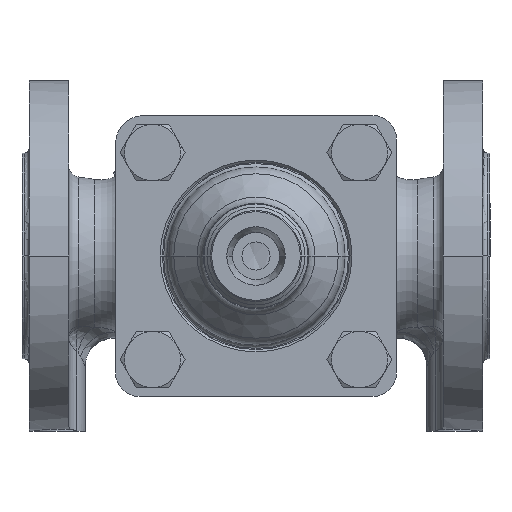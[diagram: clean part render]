
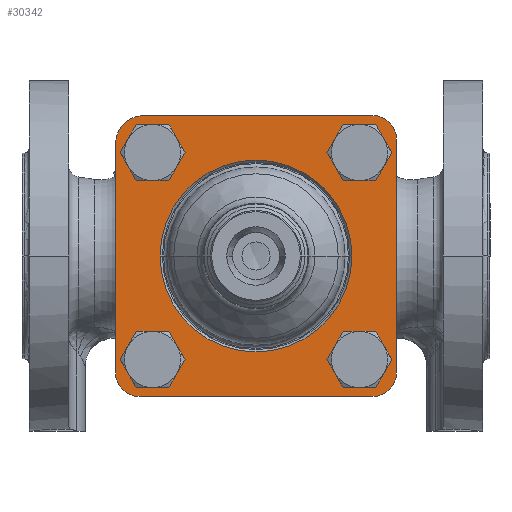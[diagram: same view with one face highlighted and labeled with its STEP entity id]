
A CAD part, front view. The second image highlights one B-rep face of the part: STEP entity #30342.
In plain terms, the highlighted planar face has unit normal (0, -1, 0).
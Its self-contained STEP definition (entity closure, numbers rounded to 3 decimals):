
#29893=CARTESIAN_POINT('',(-48.,0.,48.));
#29894=DIRECTION('',(0.,-1.,0.));
#29895=DIRECTION('',(0.,0.,1.));
#29896=AXIS2_PLACEMENT_3D('',#29893,#29894,#29895);
#29898=DIRECTION('',(1.,0.,0.));
#29899=VECTOR('',#29898,98.);
#29900=CARTESIAN_POINT('',(-48.,0.,60.));
#29901=LINE('',#29900,#29899);
#29902=CARTESIAN_POINT('',(50.,0.,50.));
#29903=DIRECTION('',(0.,-1.,0.));
#29904=DIRECTION('',(1.,0.,0.));
#29905=AXIS2_PLACEMENT_3D('',#29902,#29903,#29904);
#29907=DIRECTION('',(0.,0.,-1.));
#29908=VECTOR('',#29907,100.);
#29909=CARTESIAN_POINT('',(60.,0.,50.));
#29910=LINE('',#29909,#29908);
#29911=CARTESIAN_POINT('',(50.,0.,-50.));
#29912=DIRECTION('',(0.,-1.,0.));
#29913=DIRECTION('',(0.,0.,-1.));
#29914=AXIS2_PLACEMENT_3D('',#29911,#29912,#29913);
#29916=DIRECTION('',(-1.,0.,0.));
#29917=VECTOR('',#29916,100.);
#29918=CARTESIAN_POINT('',(50.,0.,-60.));
#29919=LINE('',#29918,#29917);
#29920=CARTESIAN_POINT('',(-50.,0.,-50.));
#29921=DIRECTION('',(0.,-1.,0.));
#29922=DIRECTION('',(-1.,0.,0.));
#29923=AXIS2_PLACEMENT_3D('',#29920,#29921,#29922);
#29925=DIRECTION('',(0.,0.,1.));
#29926=VECTOR('',#29925,98.);
#29927=CARTESIAN_POINT('',(-60.,0.,-50.));
#29928=LINE('',#29927,#29926);
#29929=CARTESIAN_POINT('',(0.,0.,0.));
#29930=DIRECTION('',(0.,1.,0.));
#29931=DIRECTION('',(1.,0.,0.));
#29932=AXIS2_PLACEMENT_3D('',#29929,#29930,#29931);
#29934=CARTESIAN_POINT('',(0.,0.,
0.));
#29935=DIRECTION('',(0.,1.,0.));
#29936=DIRECTION('',(-1.,0.,0.));
#29937=AXIS2_PLACEMENT_3D('',#29934,#29935,#29936);
#29939=CARTESIAN_POINT('',(-44.194,0.,44.194));
#29940=DIRECTION('',(0.,-1.,0.));
#29941=DIRECTION('',(1.,0.,0.));
#29942=AXIS2_PLACEMENT_3D('',#29939,#29940,#29941);
#29944=CARTESIAN_POINT('',(-44.194,0.,44.194));
#29945=DIRECTION('',(0.,-1.,0.));
#29946=DIRECTION('',(-1.,0.,0.));
#29947=AXIS2_PLACEMENT_3D('',#29944,#29945,#29946);
#29949=CARTESIAN_POINT('',(44.194,0.,44.194));
#29950=DIRECTION('',(0.,-1.,0.));
#29951=DIRECTION('',(1.,0.,0.));
#29952=AXIS2_PLACEMENT_3D('',#29949,#29950,#29951);
#29954=CARTESIAN_POINT('',(44.194,0.,44.194));
#29955=DIRECTION('',(0.,-1.,0.));
#29956=DIRECTION('',(-1.,0.,0.));
#29957=AXIS2_PLACEMENT_3D('',#29954,#29955,#29956);
#29959=CARTESIAN_POINT('',(44.194,0.,-44.194));
#29960=DIRECTION('',(0.,-1.,0.));
#29961=DIRECTION('',(1.,0.,0.));
#29962=AXIS2_PLACEMENT_3D('',#29959,#29960,#29961);
#29964=CARTESIAN_POINT('',(44.194,0.,-44.194));
#29965=DIRECTION('',(0.,-1.,0.));
#29966=DIRECTION('',(-1.,0.,0.));
#29967=AXIS2_PLACEMENT_3D('',#29964,#29965,#29966);
#29969=CARTESIAN_POINT('',(-44.194,0.,-44.194));
#29970=DIRECTION('',(0.,-1.,0.));
#29971=DIRECTION('',(1.,0.,0.));
#29972=AXIS2_PLACEMENT_3D('',#29969,#29970,#29971);
#29974=CARTESIAN_POINT('',(-44.194,0.,-44.194));
#29975=DIRECTION('',(0.,-1.,0.));
#29976=DIRECTION('',(-1.,0.,0.));
#29977=AXIS2_PLACEMENT_3D('',#29974,#29975,#29976);
#30209=CARTESIAN_POINT('',(-48.,0.,60.));
#30210=CARTESIAN_POINT('',(-60.,0.,48.));
#30211=VERTEX_POINT('',#30209);
#30212=VERTEX_POINT('',#30210);
#30217=CARTESIAN_POINT('',(60.,0.,50.));
#30218=CARTESIAN_POINT('',(50.,0.,60.));
#30219=VERTEX_POINT('',#30217);
#30220=VERTEX_POINT('',#30218);
#30225=CARTESIAN_POINT('',(50.,0.,-60.));
#30226=CARTESIAN_POINT('',(60.,0.,-50.));
#30227=VERTEX_POINT('',#30225);
#30228=VERTEX_POINT('',#30226);
#30233=CARTESIAN_POINT('',(-60.,0.,-50.));
#30234=CARTESIAN_POINT('',(-50.,0.,-60.));
#30235=VERTEX_POINT('',#30233);
#30236=VERTEX_POINT('',#30234);
#30249=CARTESIAN_POINT('',(41.,0.,0.));
#30250=CARTESIAN_POINT('',(-41.,0.,0.));
#30251=VERTEX_POINT('',#30249);
#30252=VERTEX_POINT('',#30250);
#30257=CARTESIAN_POINT('',(-35.194,0.,44.194));
#30258=CARTESIAN_POINT('',(-53.194,0.,44.194));
#30259=VERTEX_POINT('',#30257);
#30260=VERTEX_POINT('',#30258);
#30265=CARTESIAN_POINT('',(53.194,0.,44.194));
#30266=CARTESIAN_POINT('',(35.194,0.,44.194));
#30267=VERTEX_POINT('',#30265);
#30268=VERTEX_POINT('',#30266);
#30273=CARTESIAN_POINT('',(53.194,0.,-44.194));
#30274=CARTESIAN_POINT('',(35.194,0.,-44.194));
#30275=VERTEX_POINT('',#30273);
#30276=VERTEX_POINT('',#30274);
#30281=CARTESIAN_POINT('',(-35.194,0.,-44.194));
#30282=CARTESIAN_POINT('',(-53.194,0.,-44.194));
#30283=VERTEX_POINT('',#30281);
#30284=VERTEX_POINT('',#30282);
#30289=CARTESIAN_POINT('',(0.,0.,0.));
#30290=DIRECTION('',(0.,1.,0.));
#30291=DIRECTION('',(1.,0.,0.));
#30292=AXIS2_PLACEMENT_3D('',#30289,#30290,#30291);
#30293=PLANE('',#30292);
#30295=ORIENTED_EDGE('',*,*,#30294,.F.);
#30297=ORIENTED_EDGE('',*,*,#30296,.T.);
#30299=ORIENTED_EDGE('',*,*,#30298,.F.);
#30301=ORIENTED_EDGE('',*,*,#30300,.T.);
#30303=ORIENTED_EDGE('',*,*,#30302,.F.);
#30305=ORIENTED_EDGE('',*,*,#30304,.T.);
#30307=ORIENTED_EDGE('',*,*,#30306,.F.);
#30309=ORIENTED_EDGE('',*,*,#30308,.T.);
#30310=EDGE_LOOP('',(#30295,#30297,#30299,#30301,#30303,#30305,#30307,#30309));
#30311=FACE_OUTER_BOUND('',#30310,.F.);
#30313=ORIENTED_EDGE('',*,*,#30312,.F.);
#30315=ORIENTED_EDGE('',*,*,#30314,.F.);
#30316=EDGE_LOOP('',(#30313,#30315));
#30317=FACE_BOUND('',#30316,.F.);
#30319=ORIENTED_EDGE('',*,*,#30318,.T.);
#30321=ORIENTED_EDGE('',*,*,#30320,.T.);
#30322=EDGE_LOOP('',(#30319,#30321));
#30323=FACE_BOUND('',#30322,.F.);
#30325=ORIENTED_EDGE('',*,*,#30324,.T.);
#30327=ORIENTED_EDGE('',*,*,#30326,.T.);
#30328=EDGE_LOOP('',(#30325,#30327));
#30329=FACE_BOUND('',#30328,.F.);
#30331=ORIENTED_EDGE('',*,*,#30330,.T.);
#30333=ORIENTED_EDGE('',*,*,#30332,.T.);
#30334=EDGE_LOOP('',(#30331,#30333));
#30335=FACE_BOUND('',#30334,.F.);
#30337=ORIENTED_EDGE('',*,*,#30336,.T.);
#30339=ORIENTED_EDGE('',*,*,#30338,.T.);
#30340=EDGE_LOOP('',(#30337,#30339));
#30341=FACE_BOUND('',#30340,.F.);
#30342=ADVANCED_FACE('',(#30311,#30317,#30323,#30329,#30335,#30341),#30293,.F.);
#29897=CIRCLE('',#29896,12.);
#29906=CIRCLE('',#29905,10.);
#29915=CIRCLE('',#29914,10.);
#29924=CIRCLE('',#29923,10.);
#29933=CIRCLE('',#29932,41.);
#29938=CIRCLE('',#29937,41.);
#29943=CIRCLE('',#29942,9.);
#29948=CIRCLE('',#29947,9.);
#29953=CIRCLE('',#29952,9.);
#29958=CIRCLE('',#29957,9.);
#29963=CIRCLE('',#29962,9.);
#29968=CIRCLE('',#29967,9.);
#29973=CIRCLE('',#29972,9.);
#29978=CIRCLE('',#29977,9.);
#30294=EDGE_CURVE('',#30211,#30212,#29897,.T.);
#30296=EDGE_CURVE('',#30211,#30220,#29901,.T.);
#30298=EDGE_CURVE('',#30219,#30220,#29906,.T.);
#30300=EDGE_CURVE('',#30219,#30228,#29910,.T.);
#30302=EDGE_CURVE('',#30227,#30228,#29915,.T.);
#30304=EDGE_CURVE('',#30227,#30236,#29919,.T.);
#30306=EDGE_CURVE('',#30235,#30236,#29924,.T.);
#30308=EDGE_CURVE('',#30235,#30212,#29928,.T.);
#30312=EDGE_CURVE('',#30251,#30252,#29933,.T.);
#30314=EDGE_CURVE('',#30252,#30251,#29938,.T.);
#30318=EDGE_CURVE('',#30259,#30260,#29943,.T.);
#30320=EDGE_CURVE('',#30260,#30259,#29948,.T.);
#30324=EDGE_CURVE('',#30267,#30268,#29953,.T.);
#30326=EDGE_CURVE('',#30268,#30267,#29958,.T.);
#30330=EDGE_CURVE('',#30275,#30276,#29963,.T.);
#30332=EDGE_CURVE('',#30276,#30275,#29968,.T.);
#30336=EDGE_CURVE('',#30283,#30284,#29973,.T.);
#30338=EDGE_CURVE('',#30284,#30283,#29978,.T.);
